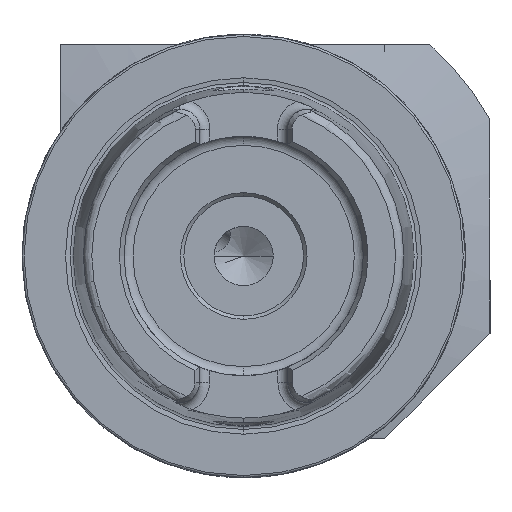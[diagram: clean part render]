
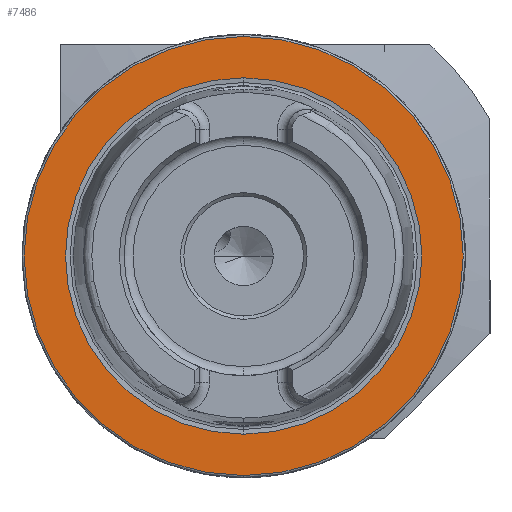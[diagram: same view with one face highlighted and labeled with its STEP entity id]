
A CAD part, left-side view. The second image highlights one B-rep face of the part: STEP entity #7486.
In plain terms, the highlighted planar face has unit normal (-1, 0, 0).
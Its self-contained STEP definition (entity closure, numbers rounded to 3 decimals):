
#341 = CIRCLE ( 'NONE', #344, 31.2 ) ;
#344 = AXIS2_PLACEMENT_3D ( 'NONE', #1709, #1708, #1706 ) ;
#425 = CIRCLE ( 'NONE', #437, 25.324 ) ;
#437 = AXIS2_PLACEMENT_3D ( 'NONE', #4259, #4258, #4257 ) ;
#580 = EDGE_CURVE ( 'NONE', #7928, #8141, #8368, .T. ) ;
#851 = CIRCLE ( 'NONE', #853, 25.324 ) ;
#853 = AXIS2_PLACEMENT_3D ( 'NONE', #7113, #7080, #7104 ) ;
#1706 = DIRECTION ( 'NONE',  ( 0., 0., 1. ) ) ;
#1708 = DIRECTION ( 'NONE',  ( -1., 0., 0. ) ) ;
#1709 = CARTESIAN_POINT ( 'NONE',  ( 0., 0., 0. ) ) ;
#2036 = EDGE_CURVE ( 'NONE', #7934, #8481, #425, .T. ) ;
#2173 = EDGE_CURVE ( 'NONE', #8141, #7928, #341, .T. ) ;
#3904 = EDGE_LOOP ( 'NONE', ( #8411, #8392 ) ) ;
#4257 = DIRECTION ( 'NONE',  ( 0., 0., 1. ) ) ;
#4258 = DIRECTION ( 'NONE',  ( -1., 0., 0. ) ) ;
#4259 = CARTESIAN_POINT ( 'NONE',  ( 0., 0., 0. ) ) ;
#4340 = CARTESIAN_POINT ( 'NONE',  ( 0., 0., 0. ) ) ;
#4345 = DIRECTION ( 'NONE',  ( -1., 0., 0. ) ) ;
#4347 = DIRECTION ( 'NONE',  ( 0., 0., 1. ) ) ;
#6521 = CARTESIAN_POINT ( 'NONE',  ( 0., 0., 31.2 ) ) ;
#6647 = CARTESIAN_POINT ( 'NONE',  ( 0., 0., 25.324 ) ) ;
#6719 = DIRECTION ( 'NONE',  ( 0., 0., -1. ) ) ;
#6723 = FACE_OUTER_BOUND ( 'NONE', #9286, .T. ) ;
#6737 = CARTESIAN_POINT ( 'NONE',  ( 0., 31.2, 0. ) ) ;
#6755 = DIRECTION ( 'NONE',  ( 1., 0., 0. ) ) ;
#6760 = FACE_BOUND ( 'NONE', #3904, .T. ) ;
#6761 = PLANE ( 'NONE',  #8747 ) ;
#7080 = DIRECTION ( 'NONE',  ( -1., 0., 0. ) ) ;
#7104 = DIRECTION ( 'NONE',  ( 0., 0., 1. ) ) ;
#7113 = CARTESIAN_POINT ( 'NONE',  ( 0., 0., 0. ) ) ;
#7381 = EDGE_CURVE ( 'NONE', #8481, #7934, #851, .T. ) ;
#7486 = ADVANCED_FACE ( 'NONE', ( #6760, #6723 ), #6761, .F. ) ;
#7928 = VERTEX_POINT ( 'NONE', #8935 ) ;
#7934 = VERTEX_POINT ( 'NONE', #8895 ) ;
#8141 = VERTEX_POINT ( 'NONE', #6521 ) ;
#8368 = CIRCLE ( 'NONE', #8391, 31.2 ) ;
#8387 = ORIENTED_EDGE ( 'NONE', *, *, #2173, .T. ) ;
#8388 = ORIENTED_EDGE ( 'NONE', *, *, #580, .T. ) ;
#8391 = AXIS2_PLACEMENT_3D ( 'NONE', #4340, #4345, #4347 ) ;
#8392 = ORIENTED_EDGE ( 'NONE', *, *, #2036, .F. ) ;
#8411 = ORIENTED_EDGE ( 'NONE', *, *, #7381, .F. ) ;
#8481 = VERTEX_POINT ( 'NONE', #6647 ) ;
#8747 = AXIS2_PLACEMENT_3D ( 'NONE', #6737, #6755, #6719 ) ;
#8895 = CARTESIAN_POINT ( 'NONE',  ( 0., 0., -25.324 ) ) ;
#8935 = CARTESIAN_POINT ( 'NONE',  ( 0., 0., -31.2 ) ) ;
#9286 = EDGE_LOOP ( 'NONE', ( #8387, #8388 ) ) ;
